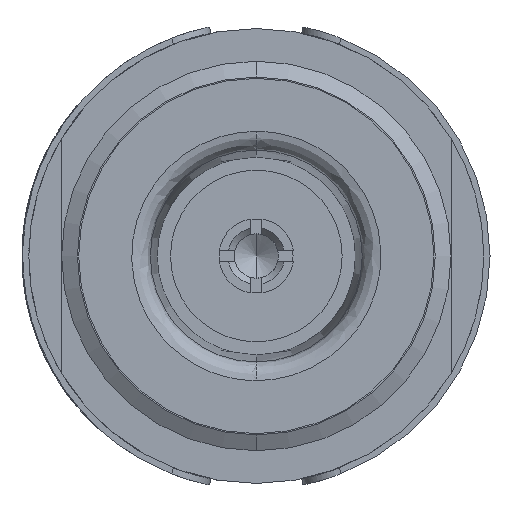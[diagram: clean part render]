
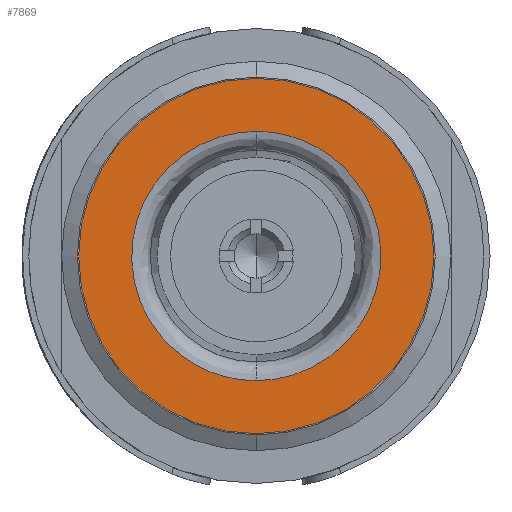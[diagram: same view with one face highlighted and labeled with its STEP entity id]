
A CAD part, left-side view. The second image highlights one B-rep face of the part: STEP entity #7869.
In plain terms, the highlighted face is planar.
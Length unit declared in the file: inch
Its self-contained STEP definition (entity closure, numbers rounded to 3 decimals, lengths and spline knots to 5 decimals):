
#2071 = VERTEX_POINT ( 'NONE', #62045 ) ;
#3323 = DIRECTION ( 'NONE',  ( 0., 0., 1. ) ) ;
#3354 = DIRECTION ( 'NONE',  ( -1., 0., 0. ) ) ;
#7356 = CARTESIAN_POINT ( 'NONE',  ( 0.77, 0., -0.2 ) ) ;
#7869 = ADVANCED_FACE ( 'NONE', ( #86340, #96912 ), #35683, .F. ) ;
#11402 = CARTESIAN_POINT ( 'NONE',  ( 0.77, 0., 0. ) ) ;
#16476 = DIRECTION ( 'NONE',  ( -1., 0., 0. ) ) ;
#17236 = CIRCLE ( 'NONE', #73815, 0.2851 ) ;
#18237 =( BOUNDED_CURVE ( )  B_SPLINE_CURVE ( 3, ( #19370, #18878, #41652, #49706 ),
 .UNSPECIFIED., .F., .F. ) 
 B_SPLINE_CURVE_WITH_KNOTS ( ( 4, 4 ),
 ( 0., 1. ),
 .UNSPECIFIED. ) 
 CURVE ( )  GEOMETRIC_REPRESENTATION_ITEM ( )  RATIONAL_B_SPLINE_CURVE ( ( 0.957, 0.319, 0.319, 0.957 ) ) 
 REPRESENTATION_ITEM ( '' )  );
#18878 = CARTESIAN_POINT ( 'NONE',  ( 0.77, 0.4, -0.2 ) ) ;
#19370 = CARTESIAN_POINT ( 'NONE',  ( 0.77, 0., -0.2 ) ) ;
#21326 = VERTEX_POINT ( 'NONE', #7356 ) ;
#22556 = DIRECTION ( 'NONE',  ( 0., 0., 1. ) ) ;
#24226 = EDGE_CURVE ( 'NONE', #2071, #21326, #76442, .T. ) ;
#25540 = AXIS2_PLACEMENT_3D ( 'NONE', #69605, #16476, #22556 ) ;
#27438 = EDGE_LOOP ( 'NONE', ( #33831, #97256 ) ) ;
#28694 = CARTESIAN_POINT ( 'NONE',  ( 0.77, -0.4, 0.2 ) ) ;
#31429 = CARTESIAN_POINT ( 'NONE',  ( 0.77, 0., -0.2851 ) ) ;
#33831 = ORIENTED_EDGE ( 'NONE', *, *, #80034, .F. ) ;
#35219 = CIRCLE ( 'NONE', #25540, 0.2851 ) ;
#35683 = PLANE ( 'NONE',  #57924 ) ;
#41652 = CARTESIAN_POINT ( 'NONE',  ( 0.77, 0.4, 0.2 ) ) ;
#42754 = DIRECTION ( 'NONE',  ( -1., 0., 0. ) ) ;
#45843 = EDGE_CURVE ( 'NONE', #83019, #59931, #35219, .T. ) ;
#48558 = ORIENTED_EDGE ( 'NONE', *, *, #71355, .F. ) ;
#49706 = CARTESIAN_POINT ( 'NONE',  ( 0.77, 0., 0.2 ) ) ;
#55272 = EDGE_LOOP ( 'NONE', ( #48558, #63610 ) ) ;
#57924 = AXIS2_PLACEMENT_3D ( 'NONE', #66540, #3354, #74152 ) ;
#59931 = VERTEX_POINT ( 'NONE', #80439 ) ;
#61033 = CARTESIAN_POINT ( 'NONE',  ( 0.77, 0., 0.2 ) ) ;
#62045 = CARTESIAN_POINT ( 'NONE',  ( 0.77, 0., 0.2 ) ) ;
#63610 = ORIENTED_EDGE ( 'NONE', *, *, #24226, .F. ) ;
#66540 = CARTESIAN_POINT ( 'NONE',  ( 0.77, -0.28852, -0.28852 ) ) ;
#69605 = CARTESIAN_POINT ( 'NONE',  ( 0.77, 0., 0. ) ) ;
#71355 = EDGE_CURVE ( 'NONE', #21326, #2071, #18237, .T. ) ;
#73815 = AXIS2_PLACEMENT_3D ( 'NONE', #11402, #42754, #3323 ) ;
#74152 = DIRECTION ( 'NONE',  ( 0., 0., 1. ) ) ;
#74752 = CARTESIAN_POINT ( 'NONE',  ( 0.77, 0., -0.2 ) ) ;
#76442 =( BOUNDED_CURVE ( )  B_SPLINE_CURVE ( 3, ( #61033, #28694, #84326, #74752 ),
 .UNSPECIFIED., .F., .F. ) 
 B_SPLINE_CURVE_WITH_KNOTS ( ( 4, 4 ),
 ( 0., 1. ),
 .UNSPECIFIED. ) 
 CURVE ( )  GEOMETRIC_REPRESENTATION_ITEM ( )  RATIONAL_B_SPLINE_CURVE ( ( 0.957, 0.319, 0.319, 0.957 ) ) 
 REPRESENTATION_ITEM ( '' )  );
#80034 = EDGE_CURVE ( 'NONE', #59931, #83019, #17236, .T. ) ;
#80439 = CARTESIAN_POINT ( 'NONE',  ( 0.77, 0., 0.2851 ) ) ;
#83019 = VERTEX_POINT ( 'NONE', #31429 ) ;
#84326 = CARTESIAN_POINT ( 'NONE',  ( 0.77, -0.4, -0.2 ) ) ;
#86340 = FACE_OUTER_BOUND ( 'NONE', #27438, .T. ) ;
#96912 = FACE_BOUND ( 'NONE', #55272, .T. ) ;
#97256 = ORIENTED_EDGE ( 'NONE', *, *, #45843, .F. ) ;
